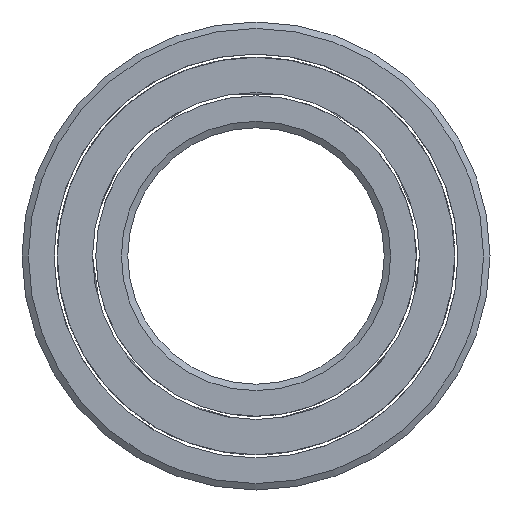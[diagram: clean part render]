
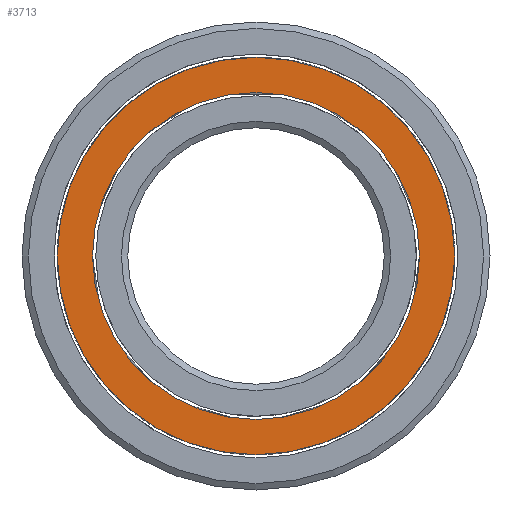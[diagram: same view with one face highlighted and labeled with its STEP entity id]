
A CAD part, left-side view. The second image highlights one B-rep face of the part: STEP entity #3713.
In plain terms, the highlighted planar face has unit normal (-1, 0, 0).
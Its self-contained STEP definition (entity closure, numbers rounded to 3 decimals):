
#1965=CARTESIAN_POINT('',(-3.5,-0.,-15.5));
#1966=VERTEX_POINT('',#1965);
#1973=CARTESIAN_POINT('',(-3.5,0.,0.));
#1974=DIRECTION('',(1.,0.,0.));
#1975=DIRECTION('',(0.,0.,-1.));
#1976=AXIS2_PLACEMENT_3D('',#1973,#1974,#1975);
#1977=CIRCLE('',#1976,15.5);
#1978=EDGE_CURVE('',#1966,#1966,#1977,.T.);
#2781=CARTESIAN_POINT('',(-3.5,-0.,-12.75));
#2782=VERTEX_POINT('',#2781);
#3560=CARTESIAN_POINT('',(-3.5,0.,0.));
#3561=DIRECTION('',(1.,0.,0.));
#3562=DIRECTION('',(0.,0.,-1.));
#3563=AXIS2_PLACEMENT_3D('',#3560,#3561,#3562);
#3564=CIRCLE('',#3563,12.75);
#3565=EDGE_CURVE('',#2782,#2782,#3564,.T.);
#3702=CARTESIAN_POINT('',(-3.5,0.,0.));
#3703=DIRECTION('',(1.,0.,0.));
#3704=DIRECTION('',(0.,0.,-1.));
#3705=AXIS2_PLACEMENT_3D('',#3702,#3703,#3704);
#3706=PLANE('',#3705);
#3707=ORIENTED_EDGE('',*,*,#3565,.T.);
#3708=EDGE_LOOP('',(#3707));
#3709=FACE_BOUND('',#3708,.T.);
#3710=ORIENTED_EDGE('',*,*,#1978,.F.);
#3711=EDGE_LOOP('',(#3710));
#3712=FACE_BOUND('',#3711,.T.);
#3713=ADVANCED_FACE('',(#3709,#3712),#3706,.F.);
